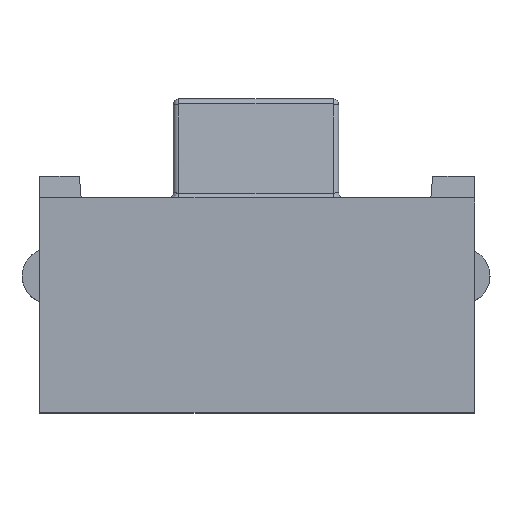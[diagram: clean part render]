
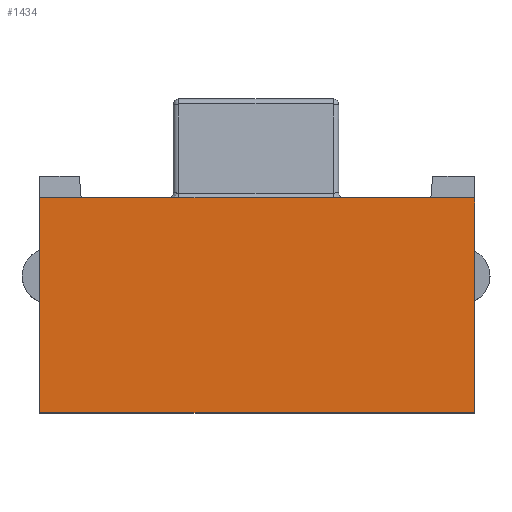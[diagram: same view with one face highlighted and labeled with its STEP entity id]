
A CAD part, top view. The second image highlights one B-rep face of the part: STEP entity #1434.
In plain terms, the highlighted planar face has unit normal (0, 0, 1).
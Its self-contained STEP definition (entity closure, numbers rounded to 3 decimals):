
#41=DIRECTION('',(0.,-1.,0.));
#42=VECTOR('',#41,1.95);
#43=CARTESIAN_POINT('',(1.985,1.084,1.699));
#44=LINE('',#43,#42);
#167=DIRECTION('',(0.,1.,0.));
#168=VECTOR('',#167,1.95);
#169=CARTESIAN_POINT('',(-1.965,-0.866,
1.699));
#170=LINE('',#169,#168);
#237=DIRECTION('',(1.,0.,0.));
#238=VECTOR('',#237,3.95);
#239=CARTESIAN_POINT('',(-1.965,1.084,1.699));
#240=LINE('',#239,#238);
#436=DIRECTION('',(-1.,0.,0.));
#437=VECTOR('',#436,3.95);
#438=CARTESIAN_POINT('',(1.985,-0.866,1.699));
#439=LINE('',#438,#437);
#921=CARTESIAN_POINT('',(-1.965,-0.866,
1.699));
#923=VERTEX_POINT('',#921);
#925=CARTESIAN_POINT('',(1.985,-0.866,1.699));
#927=VERTEX_POINT('',#925);
#937=CARTESIAN_POINT('',(-1.965,1.084,1.699));
#939=VERTEX_POINT('',#937);
#949=CARTESIAN_POINT('',(1.985,1.084,1.699));
#951=VERTEX_POINT('',#949);
#1422=CARTESIAN_POINT('',(-2.09,-0.866,
1.699));
#1423=DIRECTION('',(0.,0.,-1.));
#1424=DIRECTION('',(0.,-1.,0.));
#1425=AXIS2_PLACEMENT_3D('',#1422,#1423,#1424);
#1426=PLANE('',#1425);
#1427=ORIENTED_EDGE('',*,*,#1200,.T.);
#1428=ORIENTED_EDGE('',*,*,#1237,.T.);
#1429=ORIENTED_EDGE('',*,*,#1079,.T.);
#1431=ORIENTED_EDGE('',*,*,#1430,.T.);
#1432=EDGE_LOOP('',(#1427,#1428,#1429,#1431));
#1433=FACE_OUTER_BOUND('',#1432,.F.);
#1079=EDGE_CURVE('',#951,#927,#44,.T.);
#1200=EDGE_CURVE('',#923,#939,#170,.T.);
#1237=EDGE_CURVE('',#939,#951,#240,.T.);
#1430=EDGE_CURVE('',#927,#923,#439,.T.);
#1434=ADVANCED_FACE('',(#1433),#1426,.F.);
